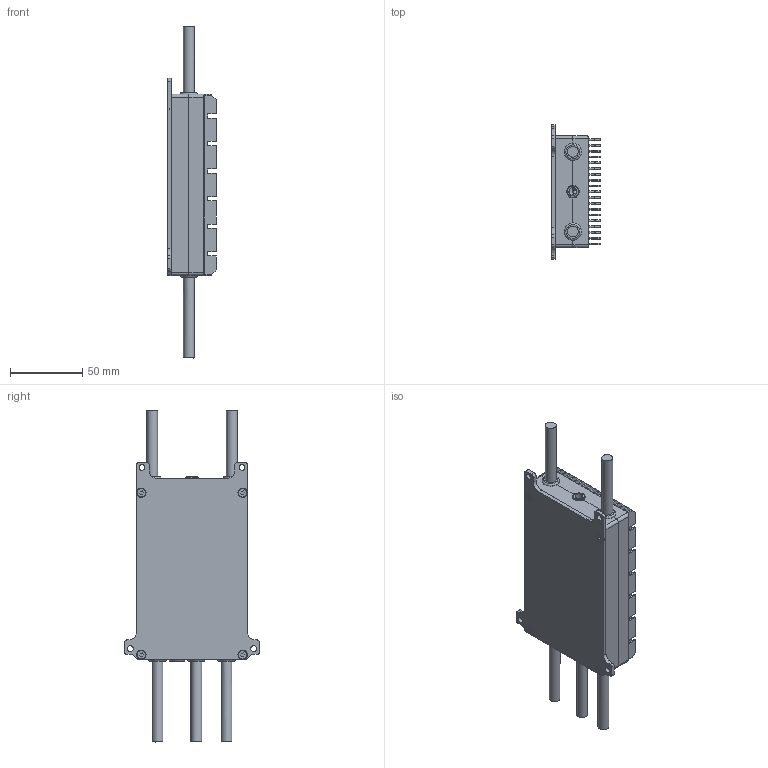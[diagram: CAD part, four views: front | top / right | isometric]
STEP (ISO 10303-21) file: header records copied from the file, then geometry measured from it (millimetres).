
FILE_DESCRIPTION(/* description */ ('NOT SPECIFIED'),/* implementation_level */ '2;1');
FILE_NAME(/* name */ 'MC.step',/* time_stamp */ '2025-09-22T16:06:23-04:00',/* author */ (''),/* organization */ (''),/* preprocessor_version */ 'ST-DEVELOPER v20.1',/* originating_system */ 'Autodesk Translation Framework v14.17.0.0',/* authorisation */ '');
FILE_SCHEMA (('AUTOMOTIVE_DESIGN { 1 0 10303 214 3 1 1 }'));
Length unit declared in the file: millimetre
Products named in the file (22): FOC_ESC_ASM; 24250_PCBA_20240409_V1_OPENPPG_ASM; 18250_X2_4E3B4F53_X0__SW; 18250_X2_5E9576D6_X0__SW; 18250_X2_5BFC70ED5757_X0__SW; _X2_4FE153F77EBF784580F65957_X0; _X2_7F167801566862A47EBF73AF_X0; 7AWG_STP_ASM; BODY1-8073; BODY2-8074; BODY3-8075; BODY4-8076; BODY5-8077; BODY6-8078; BODY7-8079; BODY8-8080; BODY9-8081; BODY10-8082; GB_X2_2571_X0_T_70_1-200-448916; GB_X2_2571_X0_T_70_1-200-448917; 7AWG_X2_62A47EBF73AF_X0_; GB_X2_2571_X0_T_70_1-200-448919
Assembly tree (33 placements, depth 4):
  FOC_ESC_ASM
    24250_PCBA_20240409_V1_OPENPPG_ASM
      18250_X2_4E3B4F53_X0__SW
      18250_X2_5E9576D6_X0__SW
      18250_X2_5BFC70ED5757_X0__SW
      GB_X2_2571_X0_T_70_1-200-448916  x4
      GB_X2_2571_X0_T_70_1-200-448917  x3
      7AWG_X2_62A47EBF73AF_X0_  x5
      _X2_4FE153F77EBF784580F65957_X0
      GB_X2_2571_X0_T_70_1-200-448919  x4
      _X2_7F167801566862A47EBF73AF_X0
      7AWG_STP_ASM
        BODY1-8073
        BODY2-8074
        BODY3-8075
        BODY4-8076
        BODY5-8077
        BODY6-8078
        BODY7-8079
        BODY8-8080
        BODY9-8081
        BODY10-8082
Bounding box: 33.7 x 93 x 229.03 mm (x, y, z)
Volume: 99833.2 mm3; surface area: 125581.3 mm2
Topology: 31 solids, 31 shells, 1865 faces, 5099 edges, 3337 vertices
Faces by surface type: plane 1307, cylinder 392, cone 85, torus 51, bspline 30
Full cylindrical faces by diameter (mm): 2.05 x7, 2.5 x11, 3 x4, 3.2 x8, 4 x9, 4.4 x5, 4.5 x7, 5 x1, 5.5 x1, 6 x5, 6.5 x4, 7 x5, 7.1 x1, 7.5 x7, 8.6 x2, 9 x5, 11 x2, 12 x10
Entity records: 56628 total; most frequent: CARTESIAN_POINT 11283, ORIENTED_EDGE 9526, DIRECTION 9134, EDGE_CURVE 4763, LINE 3710, VECTOR 3710, VERTEX_POINT 3132, AXIS2_PLACEMENT_3D 2712
